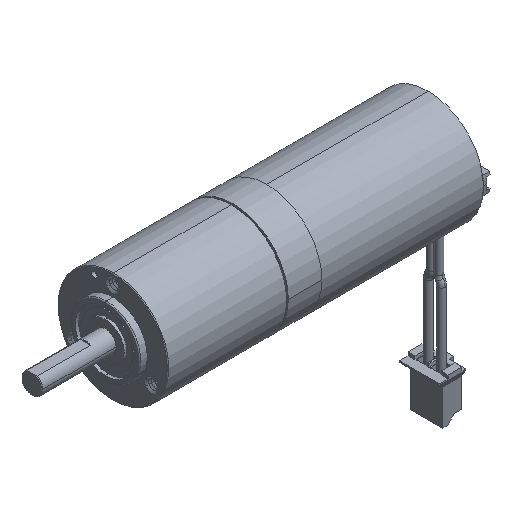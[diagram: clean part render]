
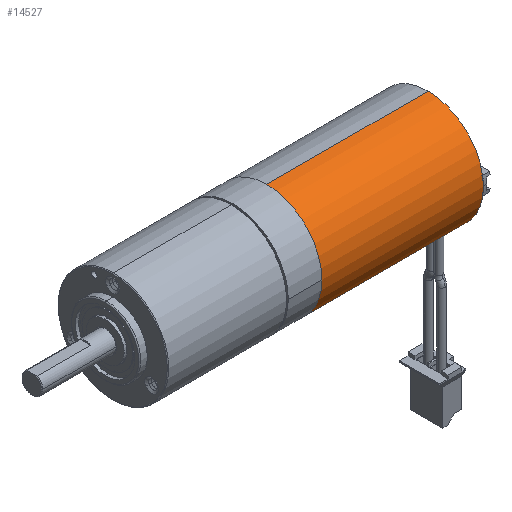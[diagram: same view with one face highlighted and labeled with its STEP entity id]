
A CAD part, isometric view. The second image highlights one B-rep face of the part: STEP entity #14527.
In plain terms, the highlighted cylindrical face has radius 8 mm (diameter 16 mm), a partial arc.
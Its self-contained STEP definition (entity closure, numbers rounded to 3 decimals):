
#6617=VERTEX_POINT('',#18058);
#9279=VERTEX_POINT('',#20967);
#9731=EDGE_CURVE('',#9279,#12433,#21455,.T.);
#10007=EDGE_CURVE('',#12433,#16865,#21761,.T.);
#12433=VERTEX_POINT('',#24429);
#13859=EDGE_CURVE('',#6617,#16865,#26013,.T.);
#14169=EDGE_CURVE('',#6617,#9279,#26355,.T.);
#14527=ADVANCED_FACE('',(#26759),#26760,.T.);
#16865=VERTEX_POINT('',#29324);
#18058=CARTESIAN_POINT('',(22.29,0.0,8.0));
#20967=CARTESIAN_POINT('',(45.69,0.0,8.0));
#21455=CIRCLE('',#36050,8.0);
#21761=LINE('',#36572,#36573);
#24429=CARTESIAN_POINT('',(45.69,0.,-8.0));
#26013=CIRCLE('',#42849,8.0);
#26355=LINE('',#43362,#43363);
#26759=FACE_OUTER_BOUND('',#43945,.T.);
#26760=CYLINDRICAL_SURFACE('',#43946,8.0);
#29324=CARTESIAN_POINT('',(22.29,0.,-8.0));
#36050=AXIS2_PLACEMENT_3D('',#52970,#52971,#52972);
#36572=CARTESIAN_POINT('',(33.99,0.,-8.0));
#36573=VECTOR('',#53299,1.0);
#42849=AXIS2_PLACEMENT_3D('',#58065,#58066,#58067);
#43362=CARTESIAN_POINT('',(33.99,0.,8.0));
#43363=VECTOR('',#58462,1.0);
#43945=EDGE_LOOP('',(#58986,#58987,#58988,#58989));
#43946=AXIS2_PLACEMENT_3D('',#58990,#58991,#58992);
#52970=CARTESIAN_POINT('',(45.69,0.0,0.0));
#52971=DIRECTION('',(1.0,0.0,-0.0));
#52972=DIRECTION('',(0.0,0.0,1.0));
#53299=DIRECTION('',(-1.0,-0.0,-0.0));
#58065=CARTESIAN_POINT('',(22.29,0.0,0.0));
#58066=DIRECTION('',(1.0,0.0,-0.0));
#58067=DIRECTION('',(0.0,0.0,1.0));
#58462=DIRECTION('',(1.0,0.0,0.0));
#58986=ORIENTED_EDGE('',*,*,#14169,.F.);
#58987=ORIENTED_EDGE('',*,*,#13859,.T.);
#58988=ORIENTED_EDGE('',*,*,#10007,.F.);
#58989=ORIENTED_EDGE('',*,*,#9731,.F.);
#58990=CARTESIAN_POINT('',(33.99,0.0,0.0));
#58991=DIRECTION('',(-1.0,-0.0,0.0));
#58992=DIRECTION('',(0.0,0.0,1.0));
